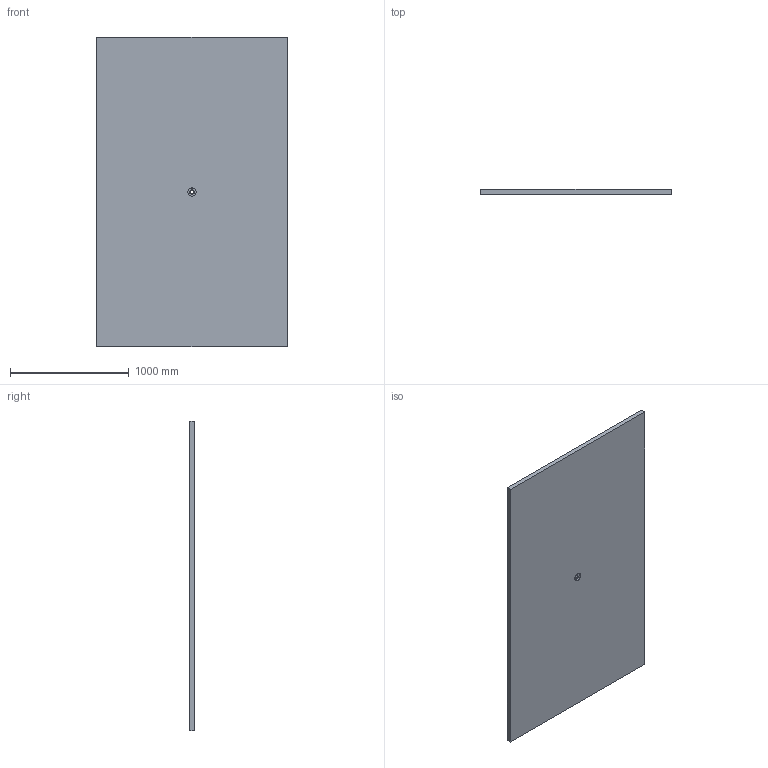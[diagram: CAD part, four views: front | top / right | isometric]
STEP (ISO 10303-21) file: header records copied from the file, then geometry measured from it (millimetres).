
FILE_DESCRIPTION(/* description */ (''),/* implementation_level */ '2;1');
FILE_NAME(/* name */ 'Rosozilit Mould - Lower Platen.stp',/* time_stamp */ '2018-09-10T15:58:01+01:00',/* author */ ('Will.Harris'),/* organization */ (''),/* preprocessor_version */ 'ST-DEVELOPER v16.5',/* originating_system */ 'Autodesk Inventor 2017',/* authorisation */ '');
FILE_SCHEMA (('AUTOMOTIVE_DESIGN { 1 0 10303 214 3 1 1 }'));
Length unit declared in the file: millimetre
Products named in the file (1): Rosozilit Mould - Lower Platen
Bounding box: 1600 x 40 x 2600 mm (x, y, z)
Volume: 164209353.4 mm3; surface area: 9003881.9 mm2
Topology: 1 solids, 1 shells, 85 faces, 196 edges, 119 vertices
Faces by surface type: cylinder 38, plane 28, torus 16, cone 3
Full cylindrical faces by diameter (mm): 4.134 x3, 23.4 x1, 37 x1, 70 x1
Entity records: 2364 total; most frequent: DIRECTION 448, CARTESIAN_POINT 386, ORIENTED_EDGE 368, EDGE_CURVE 184, AXIS2_PLACEMENT_3D 178, VERTEX_POINT 116, EDGE_LOOP 102, LINE 92
